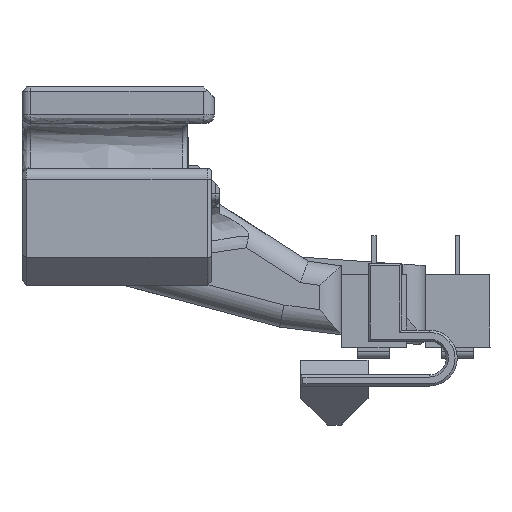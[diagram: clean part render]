
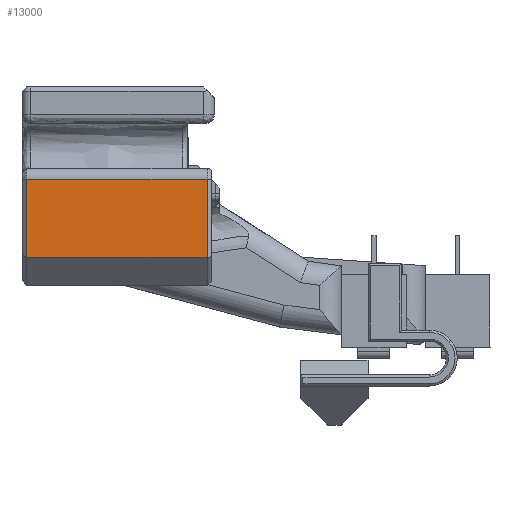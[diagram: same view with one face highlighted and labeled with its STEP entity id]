
A CAD part, left-side view. The second image highlights one B-rep face of the part: STEP entity #13000.
In plain terms, the highlighted face is planar.
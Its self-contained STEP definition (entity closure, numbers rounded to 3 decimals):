
#1076=PLANE('',#14101);
#1778=FACE_OUTER_BOUND('',#2573,.T.);
#2573=EDGE_LOOP('',(#11728,#11729,#11730,#11731));
#3719=LINE('',#32908,#4933);
#3736=LINE('',#32947,#4950);
#3737=LINE('',#32951,#4951);
#3738=LINE('',#32952,#4952);
#4933=VECTOR('',#17069,10.);
#4950=VECTOR('',#17108,10.);
#4951=VECTOR('',#17113,10.);
#4952=VECTOR('',#17114,10.);
#6430=VERTEX_POINT('',#32906);
#6431=VERTEX_POINT('',#32907);
#6442=VERTEX_POINT('',#32946);
#6443=VERTEX_POINT('',#32950);
#8204=EDGE_CURVE('',#6430,#6431,#3719,.T.);
#8224=EDGE_CURVE('',#6431,#6442,#3736,.T.);
#8226=EDGE_CURVE('',#6443,#6430,#3737,.T.);
#8227=EDGE_CURVE('',#6442,#6443,#3738,.T.);
#11728=ORIENTED_EDGE('',*,*,#8204,.F.);
#11729=ORIENTED_EDGE('',*,*,#8226,.F.);
#11730=ORIENTED_EDGE('',*,*,#8227,.F.);
#11731=ORIENTED_EDGE('',*,*,#8224,.F.);
#13000=ADVANCED_FACE('',(#1778),#1076,.T.);
#14101=AXIS2_PLACEMENT_3D('',#32949,#17111,#17112);
#17069=DIRECTION('',(0.,0.,1.));
#17108=DIRECTION('',(0.,1.,0.));
#17111=DIRECTION('center_axis',(1.,0.,
0.));
#17112=DIRECTION('ref_axis',(0.,0.,-1.));
#17113=DIRECTION('',(0.,-1.,0.));
#17114=DIRECTION('',(0.,0.,-1.));
#32906=CARTESIAN_POINT('',(155.829,96.1,-28.));
#32907=CARTESIAN_POINT('',(155.829,96.1,-21.));
#32908=CARTESIAN_POINT('',(155.829,96.1,-22.625));
#32946=CARTESIAN_POINT('',(155.829,112.3,-21.));
#32947=CARTESIAN_POINT('',(155.829,93.7,-21.));
#32949=CARTESIAN_POINT('Origin',(155.829,93.7,-20.));
#32950=CARTESIAN_POINT('',(155.829,112.3,-28.));
#32951=CARTESIAN_POINT('',(155.829,93.7,-28.));
#32952=CARTESIAN_POINT('',(155.829,112.3,-22.625));
